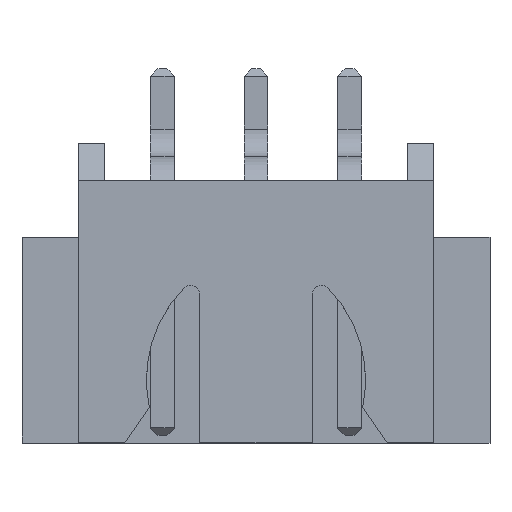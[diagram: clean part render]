
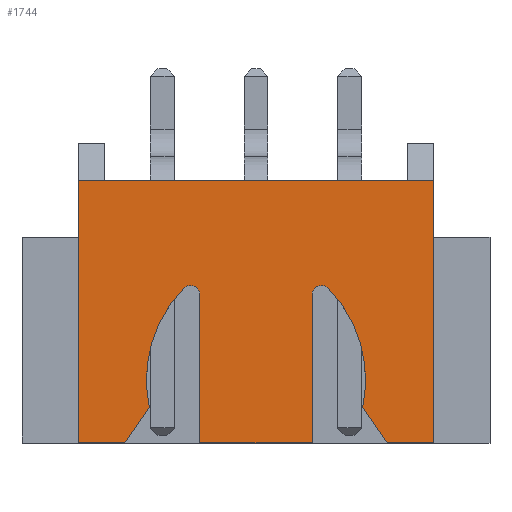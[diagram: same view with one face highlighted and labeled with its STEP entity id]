
A CAD part, top view. The second image highlights one B-rep face of the part: STEP entity #1744.
In plain terms, the highlighted planar face has unit normal (0, 0, 1).
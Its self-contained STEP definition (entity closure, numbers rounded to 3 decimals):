
#30=PLANE('',#1876);
#125=FACE_OUTER_BOUND('',#231,.T.);
#231=EDGE_LOOP('',(#1252,#1253,#1254,#1255,#1256,#1257,#1258,#1259,#1260,
#1261,#1262,#1263,#1264,#1265));
#334=LINE('',#2501,#560);
#337=LINE('',#2508,#563);
#349=LINE('',#2539,#575);
#350=LINE('',#2541,#576);
#351=LINE('',#2543,#577);
#352=LINE('',#2545,#578);
#353=LINE('',#2547,#579);
#354=LINE('',#2549,#580);
#355=LINE('',#2555,#581);
#356=LINE('',#2556,#582);
#560=VECTOR('',#2009,10.);
#563=VECTOR('',#2014,10.);
#575=VECTOR('',#2040,10.);
#576=VECTOR('',#2041,10.);
#577=VECTOR('',#2042,10.);
#578=VECTOR('',#2043,10.);
#579=VECTOR('',#2044,10.);
#580=VECTOR('',#2045,10.);
#581=VECTOR('',#2050,10.);
#582=VECTOR('',#2051,10.);
#784=CIRCLE('',#1866,0.25);
#789=CIRCLE('',#1875,3.5);
#790=CIRCLE('',#1877,3.5);
#791=CIRCLE('',#1878,0.25);
#810=VERTEX_POINT('',#2491);
#811=VERTEX_POINT('',#2492);
#814=VERTEX_POINT('',#2500);
#816=VERTEX_POINT('',#2506);
#817=VERTEX_POINT('',#2507);
#829=VERTEX_POINT('',#2538);
#830=VERTEX_POINT('',#2540);
#831=VERTEX_POINT('',#2542);
#832=VERTEX_POINT('',#2544);
#833=VERTEX_POINT('',#2546);
#834=VERTEX_POINT('',#2548);
#835=VERTEX_POINT('',#2550);
#836=VERTEX_POINT('',#2552);
#837=VERTEX_POINT('',#2554);
#970=EDGE_CURVE('',#810,#811,#784,.T.);
#974=EDGE_CURVE('',#814,#811,#334,.T.);
#977=EDGE_CURVE('',#816,#817,#337,.T.);
#992=EDGE_CURVE('',#810,#817,#789,.T.);
#993=EDGE_CURVE('',#816,#829,#349,.T.);
#994=EDGE_CURVE('',#829,#830,#350,.T.);
#995=EDGE_CURVE('',#831,#830,#351,.T.);
#996=EDGE_CURVE('',#832,#831,#352,.T.);
#997=EDGE_CURVE('',#832,#833,#353,.T.);
#998=EDGE_CURVE('',#834,#833,#354,.T.);
#999=EDGE_CURVE('',#834,#835,#790,.T.);
#1000=EDGE_CURVE('',#836,#835,#791,.T.);
#1001=EDGE_CURVE('',#836,#837,#355,.T.);
#1002=EDGE_CURVE('',#837,#814,#356,.T.);
#1252=ORIENTED_EDGE('',*,*,#977,.F.);
#1253=ORIENTED_EDGE('',*,*,#993,.T.);
#1254=ORIENTED_EDGE('',*,*,#994,.T.);
#1255=ORIENTED_EDGE('',*,*,#995,.F.);
#1256=ORIENTED_EDGE('',*,*,#996,.F.);
#1257=ORIENTED_EDGE('',*,*,#997,.T.);
#1258=ORIENTED_EDGE('',*,*,#998,.F.);
#1259=ORIENTED_EDGE('',*,*,#999,.T.);
#1260=ORIENTED_EDGE('',*,*,#1000,.F.);
#1261=ORIENTED_EDGE('',*,*,#1001,.T.);
#1262=ORIENTED_EDGE('',*,*,#1002,.T.);
#1263=ORIENTED_EDGE('',*,*,#974,.T.);
#1264=ORIENTED_EDGE('',*,*,#970,.F.);
#1265=ORIENTED_EDGE('',*,*,#992,.T.);
#1744=ADVANCED_FACE('',(#125),#30,.T.);
#1866=AXIS2_PLACEMENT_3D('',#2493,#2001,#2002);
#1875=AXIS2_PLACEMENT_3D('',#2536,#2036,#2037);
#1876=AXIS2_PLACEMENT_3D('',#2537,#2038,#2039);
#1877=AXIS2_PLACEMENT_3D('',#2551,#2046,#2047);
#1878=AXIS2_PLACEMENT_3D('',#2553,#2048,#2049);
#2001=DIRECTION('center_axis',(0.,0.,1.));
#2002=DIRECTION('ref_axis',(-0.378,0.926,0.));
#2009=DIRECTION('',(0.,1.,0.));
#2014=DIRECTION('',(-0.57,0.821,0.));
#2036=DIRECTION('center_axis',(0.,0.,-1.));
#2037=DIRECTION('ref_axis',(0.592,0.806,0.));
#2038=DIRECTION('center_axis',(0.,0.,1.));
#2039=DIRECTION('ref_axis',(1.,0.,0.));
#2040=DIRECTION('',(1.,0.,0.));
#2041=DIRECTION('',(0.,1.,0.));
#2042=DIRECTION('',(1.,0.,0.));
#2043=DIRECTION('',(0.,1.,0.));
#2044=DIRECTION('',(1.,0.,0.));
#2045=DIRECTION('',(-0.57,-0.821,0.));
#2046=DIRECTION('center_axis',(0.,0.,-1.));
#2047=DIRECTION('ref_axis',(-0.592,0.806,0.));
#2048=DIRECTION('center_axis',(0.,0.,1.));
#2049=DIRECTION('ref_axis',(0.378,0.926,0.));
#2050=DIRECTION('',(0.,-1.,0.));
#2051=DIRECTION('',(1.,0.,0.));
#2491=CARTESIAN_POINT('',(1.929,4.128,6.));
#2492=CARTESIAN_POINT('',(1.5,3.953,6.));
#2493=CARTESIAN_POINT('Origin',(1.75,3.953,6.));
#2500=CARTESIAN_POINT('',(1.5,0.,6.));
#2501=CARTESIAN_POINT('',(1.5,0.,6.));
#2506=CARTESIAN_POINT('',(3.5,0.,6.));
#2507=CARTESIAN_POINT('',(2.849,0.937,6.));
#2508=CARTESIAN_POINT('',(1.995,2.167,6.));
#2536=CARTESIAN_POINT('Origin',(-0.571,1.679,6.));
#2537=CARTESIAN_POINT('Origin',(-4.75,0.,6.));
#2538=CARTESIAN_POINT('',(4.75,0.,6.));
#2539=CARTESIAN_POINT('',(-6.25,0.,6.));
#2540=CARTESIAN_POINT('',(4.75,7.,6.));
#2541=CARTESIAN_POINT('',(4.75,0.,6.));
#2542=CARTESIAN_POINT('',(-4.75,7.,6.));
#2543=CARTESIAN_POINT('',(-6.25,7.,6.));
#2544=CARTESIAN_POINT('',(-4.75,0.,6.));
#2545=CARTESIAN_POINT('',(-4.75,0.,6.));
#2546=CARTESIAN_POINT('',(-3.5,0.,6.));
#2547=CARTESIAN_POINT('',(-6.25,0.,6.));
#2548=CARTESIAN_POINT('',(-2.849,0.937,6.));
#2549=CARTESIAN_POINT('',(-3.541,-0.059,6.));
#2550=CARTESIAN_POINT('',(-1.929,4.128,6.));
#2551=CARTESIAN_POINT('Origin',(0.571,1.679,6.));
#2552=CARTESIAN_POINT('',(-1.5,3.953,6.));
#2553=CARTESIAN_POINT('Origin',(-1.75,3.953,6.));
#2554=CARTESIAN_POINT('',(-1.5,0.,6.));
#2555=CARTESIAN_POINT('',(-1.5,2.25,6.));
#2556=CARTESIAN_POINT('',(-6.25,0.,6.));
